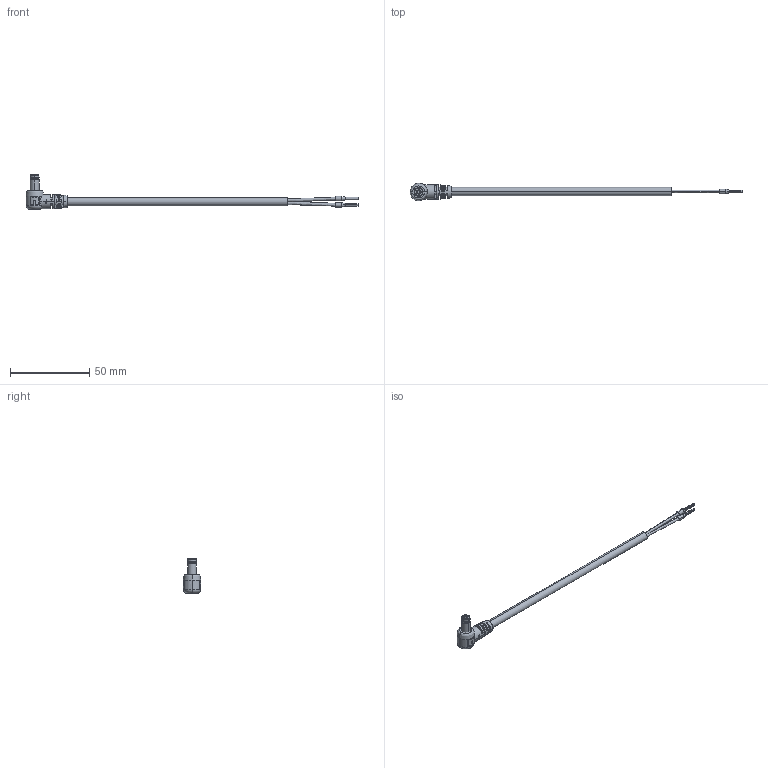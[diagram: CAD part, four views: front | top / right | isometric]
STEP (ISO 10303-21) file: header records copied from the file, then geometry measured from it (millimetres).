
FILE_DESCRIPTION (( 'STEP AP203' ), '1' );
FILE_NAME ('10-03639.STEP', '2020-04-02T18:14:09', ( '' ), ( '' ), 'SwSTEP 2.0', 'SolidWorks 2015', '' );
FILE_SCHEMA (( 'CONFIG_CONTROL_DESIGN' ));
Length unit declared in the file: millimetre
Products named in the file (8): 50-00133 shell; 50-00133 insulator; 50-00133 contact; 10-03639; 50-00133; 30-00683_s&t to ferrule; 24-00185; 55-00139
Assembly tree (8 placements, depth 3):
  10-03639
    30-00683_s&t to ferrule
    55-00139  x2
    24-00185
    50-00133
      50-00133 contact
      50-00133 insulator
      50-00133 shell
Bounding box: 209.94 x 11 x 21.86 mm (x, y, z)
Volume: 5574.2 mm3; surface area: 21391 mm2
Topology: 171 solids, 171 shells, 1117 faces, 2211 edges, 1451 vertices
Faces by surface type: cylinder 581, plane 439, bspline 52, torus 26, cone 19
Entity records: 32308 total; most frequent: CARTESIAN_POINT 7701, DIRECTION 5400, ORIENTED_EDGE 4366, AXIS2_PLACEMENT_3D 2328, EDGE_CURVE 2183, VERTEX_POINT 1435, EDGE_LOOP 1290, CIRCLE 1265
